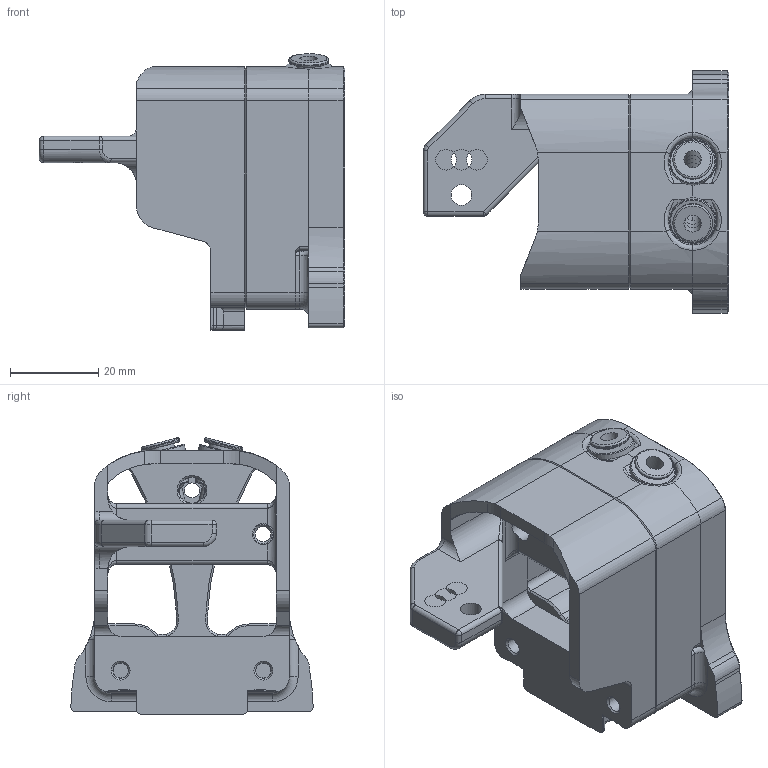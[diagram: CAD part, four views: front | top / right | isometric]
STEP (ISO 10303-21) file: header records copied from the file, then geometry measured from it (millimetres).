
FILE_DESCRIPTION(/* description */ (''),/* implementation_level */ '2;1');
FILE_NAME(/* name */ 'Bowden Dual Adapter v3 v1.step',/* time_stamp */ '2020-10-13T17:41:58-05:00',/* author */ (''),/* organization */ (''),/* preprocessor_version */ 'ST-DEVELOPER v18.1',/* originating_system */ 'Autodesk Translation Framework v9.3.0.1241',/* authorisation */ '');
FILE_SCHEMA (('AUTOMOTIVE_DESIGN { 1 0 10303 214 3 1 1 }'));
Length unit declared in the file: millimetre
Products named in the file (5): Bowden Dual Adapter v3; Bowden Adapter Rear - IGUS; Bowden Adapter Front - DUAL; Bowden Adapter Rear - Generic; EASUN ECAS04 Bowden Collet
Assembly tree (5 placements, depth 2):
  Bowden Dual Adapter v3
    Bowden Adapter Rear - IGUS
    Bowden Adapter Front - DUAL
    Bowden Adapter Rear - Generic
    EASUN ECAS04 Bowden Collet  x2
Bounding box: 69.4 x 55.02 x 62.77 mm (x, y, z)
Volume: 73646.5 mm3; surface area: 42231.2 mm2
Topology: 10 solids, 10 shells, 760 faces, 1905 edges, 1165 vertices
Faces by surface type: cylinder 312, plane 234, cone 119, bspline 47, torus 40, sphere 8
Full cylindrical faces by diameter (mm): 3.4 x4, 3.5 x8, 4 x6, 4.7 x10, 4.8 x4, 5.6 x2, 6 x5, 8 x6, 8.47 x2, 9 x2, 10.45 x2
Entity records: 24991 total; most frequent: CARTESIAN_POINT 6875, DIRECTION 3902, ORIENTED_EDGE 3710, EDGE_CURVE 1855, AXIS2_PLACEMENT_3D 1490, VERTEX_POINT 1138, LINE 922, VECTOR 922
